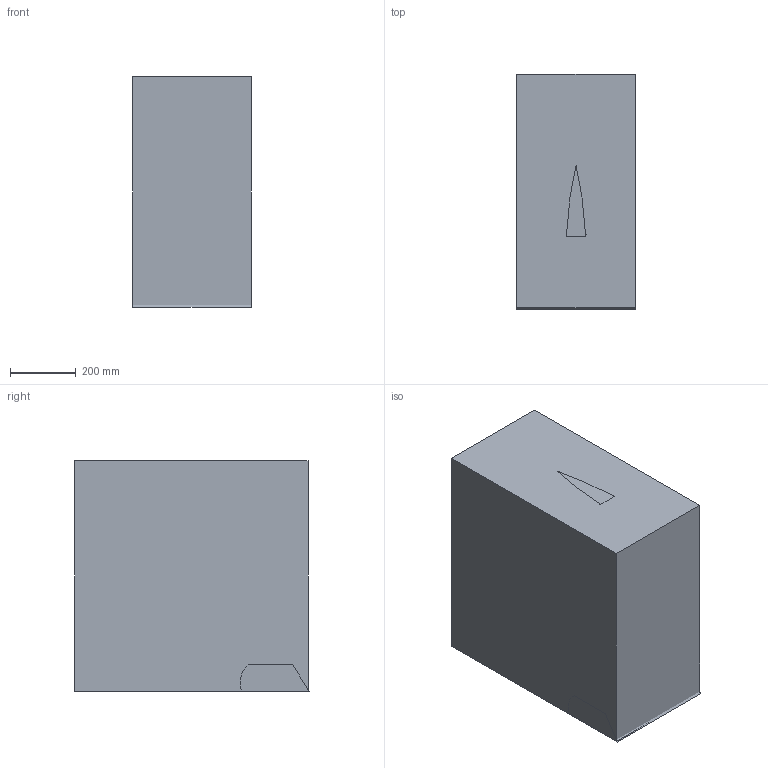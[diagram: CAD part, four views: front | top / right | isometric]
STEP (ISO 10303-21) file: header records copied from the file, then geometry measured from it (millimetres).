
FILE_DESCRIPTION(/* description */ (''),/* implementation_level */ '2;1');
FILE_NAME(/* name */ 'outlet v2.step',/* time_stamp */ '2023-11-05T22:35:48+09:00',/* author */ (''),/* organization */ (''),/* preprocessor_version */ 'ST-DEVELOPER v20',/* originating_system */ 'Autodesk Translation Framework v12.14.0.127',/* authorisation */ '');
FILE_SCHEMA (('AUTOMOTIVE_DESIGN { 1 0 10303 214 3 1 1 }'));
Length unit declared in the file: millimetre
Products named in the file (1): outlet
Bounding box: 360 x 714.17 x 700 mm (x, y, z)
Surface area: 2828539.8 mm2
Topology: 2 solids, 2 shells, 20 faces, 53 edges, 37 vertices
Faces by surface type: plane 10, bspline 10
Entity records: 9092 total; most frequent: CARTESIAN_POINT 8673, ORIENTED_EDGE 106, EDGE_CURVE 53, VERTEX_POINT 37, DIRECTION 37, B_SPLINE_CURVE_WITH_KNOTS 29, FACE_OUTER_BOUND 20, EDGE_LOOP 20
